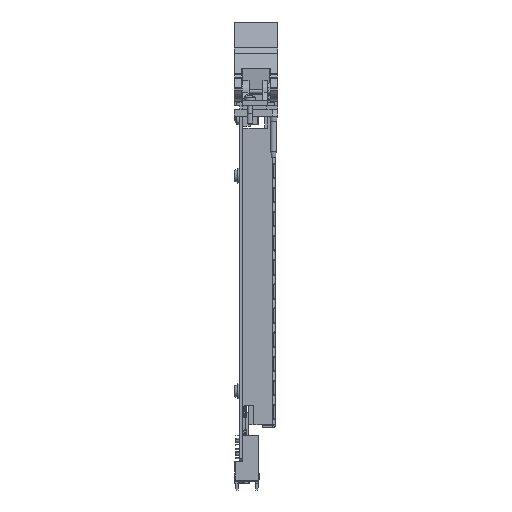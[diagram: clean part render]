
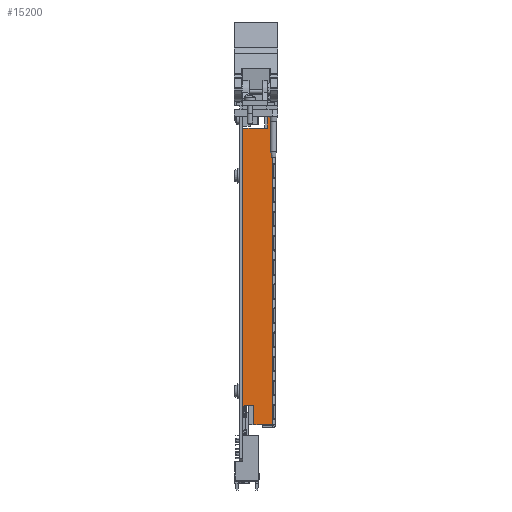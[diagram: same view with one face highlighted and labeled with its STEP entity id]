
A CAD part, front view. The second image highlights one B-rep face of the part: STEP entity #15200.
In plain terms, the highlighted planar face has unit normal (0, -1, 0).
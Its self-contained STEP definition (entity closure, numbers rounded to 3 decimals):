
#9363 = VERTEX_POINT ( 'NONE', #77441 ) ;
#9366 = VERTEX_POINT ( 'NONE', #77447 ) ;
#9368 = VERTEX_POINT ( 'NONE', #77452 ) ;
#9385 = VERTEX_POINT ( 'NONE', #29119 ) ;
#9387 = VERTEX_POINT ( 'NONE', #29117 ) ;
#9391 = VERTEX_POINT ( 'NONE', #29145 ) ;
#9393 = VERTEX_POINT ( 'NONE', #29124 ) ;
#9394 = VERTEX_POINT ( 'NONE', #29284 ) ;
#9887 = EDGE_CURVE ( 'NONE', #9394, #9385, #43624, .T. ) ;
#9890 = EDGE_CURVE ( 'NONE', #9385, #9387, #43640, .T. ) ;
#9892 = EDGE_CURVE ( 'NONE', #9366, #9363, #43635, .T. ) ;
#9894 = EDGE_CURVE ( 'NONE', #9391, #9366, #43645, .T. ) ;
#9907 = EDGE_CURVE ( 'NONE', #9391, #9393, #43670, .T. ) ;
#9913 = EDGE_CURVE ( 'NONE', #9393, #9394, #43694, .T. ) ;
#9920 = EDGE_CURVE ( 'NONE', #9387, #9368, #43711, .T. ) ;
#9930 = EDGE_CURVE ( 'NONE', #9363, #9368, #43729, .T. ) ;
#10060 = AXIS2_PLACEMENT_3D ( 'NONE', #115751, #115752, #115753 ) ;
#15200 = ADVANCED_FACE ( 'NONE', ( #20109 ), #115743, .F. ) ;
#20109 = FACE_OUTER_BOUND ( 'NONE', #104679, .T. ) ;
#29117 = CARTESIAN_POINT ( 'NONE',  ( -17.982, -33.815, -14.14 ) ) ;
#29119 = CARTESIAN_POINT ( 'NONE',  ( -28.982, -33.815, -14.14 ) ) ;
#29124 = CARTESIAN_POINT ( 'NONE',  ( -23.982, -33.815, -141.14 ) ) ;
#29145 = CARTESIAN_POINT ( 'NONE',  ( -23.982, -33.815, -149.84 ) ) ;
#29284 = CARTESIAN_POINT ( 'NONE',  ( -28.982, -33.815, -141.14 ) ) ;
#43600 = VECTOR ( 'NONE', #96436, 1000. ) ;
#43624 = LINE ( 'NONE', #112828, #43600 ) ;
#43628 = VECTOR ( 'NONE', #96445, 1000. ) ;
#43635 = LINE ( 'NONE', #96434, #43648 ) ;
#43640 = LINE ( 'NONE', #96433, #43643 ) ;
#43643 = VECTOR ( 'NONE', #96439, 1000. ) ;
#43645 = LINE ( 'NONE', #96440, #43628 ) ;
#43648 = VECTOR ( 'NONE', #96442, 1000. ) ;
#43652 = VECTOR ( 'NONE', #96464, 1000. ) ;
#43670 = LINE ( 'NONE', #96462, #43652 ) ;
#43694 = LINE ( 'NONE', #96465, #43697 ) ;
#43697 = VECTOR ( 'NONE', #96473, 1000. ) ;
#43711 = LINE ( 'NONE', #96481, #43714 ) ;
#43714 = VECTOR ( 'NONE', #96477, 1000. ) ;
#43729 = LINE ( 'NONE', #96495, #43733 ) ;
#43733 = VECTOR ( 'NONE', #96497, 1000. ) ;
#77441 = CARTESIAN_POINT ( 'NONE',  ( -15.482, -33.815, -5.14 ) ) ;
#77447 = CARTESIAN_POINT ( 'NONE',  ( -15.482, -33.815, -149.84 ) ) ;
#77452 = CARTESIAN_POINT ( 'NONE',  ( -17.982, -33.815, -5.14 ) ) ;
#96433 = CARTESIAN_POINT ( 'NONE',  ( -17.982, -33.815, -14.14 ) ) ;
#96434 = CARTESIAN_POINT ( 'NONE',  ( -15.482, -33.815, -150.14 ) ) ;
#96436 = DIRECTION ( 'NONE',  ( 0., 0., 1. ) ) ;
#96439 = DIRECTION ( 'NONE',  ( 1., 0., 0. ) ) ;
#96440 = CARTESIAN_POINT ( 'NONE',  ( -15.182, -33.815, -149.84 ) ) ;
#96442 = DIRECTION ( 'NONE',  ( 0., 0., 1. ) ) ;
#96445 = DIRECTION ( 'NONE',  ( 1., 0., 0. ) ) ;
#96462 = CARTESIAN_POINT ( 'NONE',  ( -23.982, -33.815, -141.14 ) ) ;
#96464 = DIRECTION ( 'NONE',  ( 0., 0., 1. ) ) ;
#96465 = CARTESIAN_POINT ( 'NONE',  ( -28.982, -33.815, -141.14 ) ) ;
#96473 = DIRECTION ( 'NONE',  ( -1., 0., 0. ) ) ;
#96477 = DIRECTION ( 'NONE',  ( 0., 0., 1. ) ) ;
#96481 = CARTESIAN_POINT ( 'NONE',  ( -17.982, -33.815, -5.14 ) ) ;
#96495 = CARTESIAN_POINT ( 'NONE',  ( -15.182, -33.815, -5.14 ) ) ;
#96497 = DIRECTION ( 'NONE',  ( -1., 0., 0. ) ) ;
#104679 = EDGE_LOOP ( 'NONE', ( #106831, #106832, #106833, #106834, #106835, #106836, #106837, #106838 ) ) ;
#106831 = ORIENTED_EDGE ( 'NONE', *, *, #9894, .T. ) ;
#106832 = ORIENTED_EDGE ( 'NONE', *, *, #9892, .T. ) ;
#106833 = ORIENTED_EDGE ( 'NONE', *, *, #9930, .T. ) ;
#106834 = ORIENTED_EDGE ( 'NONE', *, *, #9920, .F. ) ;
#106835 = ORIENTED_EDGE ( 'NONE', *, *, #9890, .F. ) ;
#106836 = ORIENTED_EDGE ( 'NONE', *, *, #9887, .F. ) ;
#106837 = ORIENTED_EDGE ( 'NONE', *, *, #9913, .F. ) ;
#106838 = ORIENTED_EDGE ( 'NONE', *, *, #9907, .F. ) ;
#112828 = CARTESIAN_POINT ( 'NONE',  ( -28.982, -33.815, -150.14 ) ) ;
#115743 = PLANE ( 'NONE',  #10060 ) ;
#115751 = CARTESIAN_POINT ( 'NONE',  ( -15.182, -33.815, -150.14 ) ) ;
#115752 = DIRECTION ( 'NONE',  ( 0., 1., 0. ) ) ;
#115753 = DIRECTION ( 'NONE',  ( 0., 0., -1. ) ) ;
